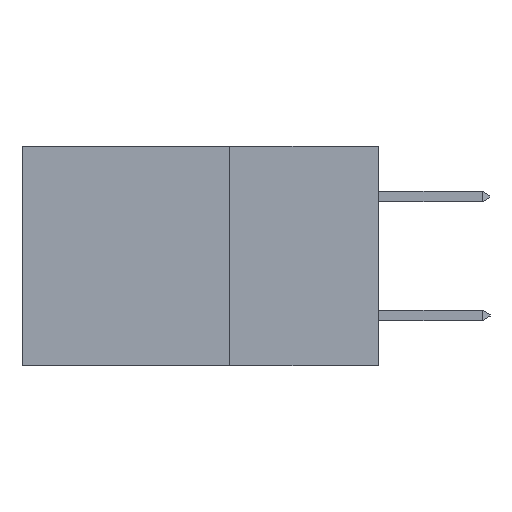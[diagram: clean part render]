
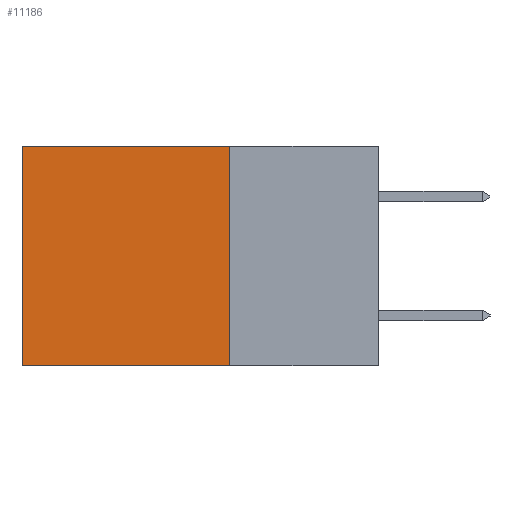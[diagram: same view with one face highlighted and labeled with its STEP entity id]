
A CAD part, left-side view. The second image highlights one B-rep face of the part: STEP entity #11186.
In plain terms, the highlighted planar face has unit normal (-1, 0, 0).
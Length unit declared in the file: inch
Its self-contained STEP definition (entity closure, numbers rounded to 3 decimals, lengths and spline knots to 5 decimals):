
#633 = ORIENTED_EDGE ( 'NONE', *, *, #9104, .T. ) ;
#1021 = EDGE_CURVE ( 'NONE', #9583, #10090, #4818, .T. ) ;
#2459 = LINE ( 'NONE', #4944, #5354 ) ;
#3178 = DIRECTION ( 'NONE',  ( 0., 0., -1. ) ) ;
#3261 = AXIS2_PLACEMENT_3D ( 'NONE', #11416, #12332, #6497 ) ;
#3398 = EDGE_CURVE ( 'NONE', #10971, #7187, #2459, .T. ) ;
#4187 = CARTESIAN_POINT ( 'NONE',  ( 0.2615, 0.6, -0.37 ) ) ;
#4576 = PLANE ( 'NONE',  #3261 ) ;
#4818 = LINE ( 'NONE', #9019, #12267 ) ;
#4928 = DIRECTION ( 'NONE',  ( 0., 1., 0. ) ) ;
#4944 = CARTESIAN_POINT ( 'NONE',  ( 0.2615, 0.25, -0.37 ) ) ;
#4969 = DIRECTION ( 'NONE',  ( 0., 1., 0. ) ) ;
#5128 = ORIENTED_EDGE ( 'NONE', *, *, #1021, .T. ) ;
#5354 = VECTOR ( 'NONE', #4928, 39.37008 ) ;
#5657 = CARTESIAN_POINT ( 'NONE',  ( 0.2615, 0.6, 0. ) ) ;
#5884 = EDGE_LOOP ( 'NONE', ( #633, #7447, #7676, #5128 ) ) ;
#6226 = CARTESIAN_POINT ( 'NONE',  ( 0.2615, 0.25, -0.37 ) ) ;
#6497 = DIRECTION ( 'NONE',  ( 0., 0., -1. ) ) ;
#7096 = LINE ( 'NONE', #4187, #9462 ) ;
#7187 = VERTEX_POINT ( 'NONE', #10832 ) ;
#7273 = DIRECTION ( 'NONE',  ( 0., 0., -1. ) ) ;
#7447 = ORIENTED_EDGE ( 'NONE', *, *, #3398, .F. ) ;
#7676 = ORIENTED_EDGE ( 'NONE', *, *, #11651, .F. ) ;
#7834 = CARTESIAN_POINT ( 'NONE',  ( 0.2615, 0.25, 0. ) ) ;
#8120 = CARTESIAN_POINT ( 'NONE',  ( 0.2615, 0.25, -0.37 ) ) ;
#8170 = FACE_OUTER_BOUND ( 'NONE', #5884, .T. ) ;
#9019 = CARTESIAN_POINT ( 'NONE',  ( 0.2615, 0.25, 0. ) ) ;
#9104 = EDGE_CURVE ( 'NONE', #10090, #7187, #7096, .T. ) ;
#9462 = VECTOR ( 'NONE', #3178, 39.37008 ) ;
#9583 = VERTEX_POINT ( 'NONE', #7834 ) ;
#10090 = VERTEX_POINT ( 'NONE', #5657 ) ;
#10145 = LINE ( 'NONE', #6226, #12295 ) ;
#10832 = CARTESIAN_POINT ( 'NONE',  ( 0.2615, 0.6, -0.37 ) ) ;
#10971 = VERTEX_POINT ( 'NONE', #8120 ) ;
#11186 = ADVANCED_FACE ( 'NONE', ( #8170 ), #4576, .F. ) ;
#11416 = CARTESIAN_POINT ( 'NONE',  ( 0.2615, 0.25, -0.37 ) ) ;
#11651 = EDGE_CURVE ( 'NONE', #9583, #10971, #10145, .T. ) ;
#12267 = VECTOR ( 'NONE', #4969, 39.37008 ) ;
#12295 = VECTOR ( 'NONE', #7273, 39.37008 ) ;
#12332 = DIRECTION ( 'NONE',  ( 1., 0., 0. ) ) ;
